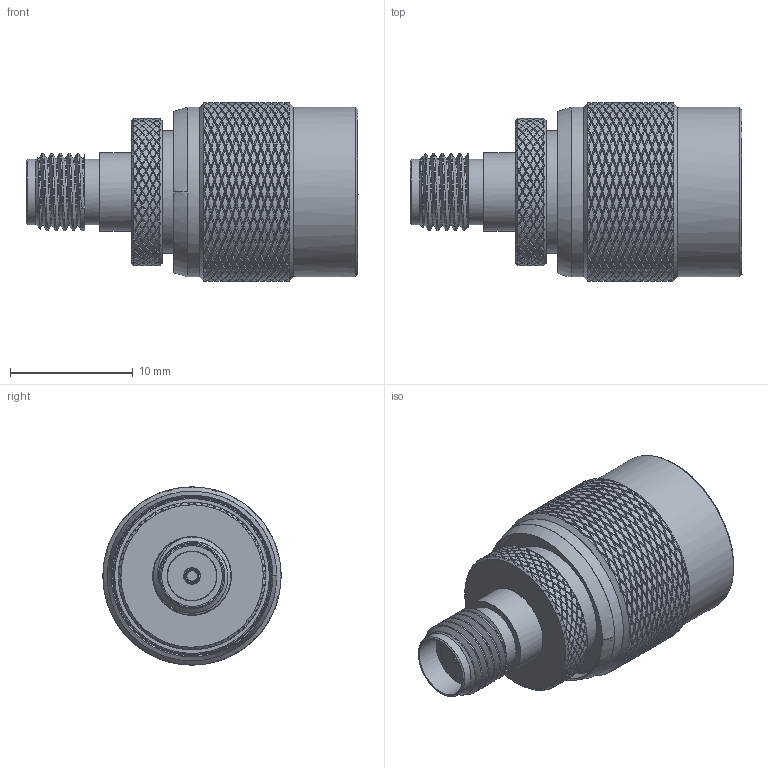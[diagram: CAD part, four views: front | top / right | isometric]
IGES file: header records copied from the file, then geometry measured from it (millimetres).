
Start section: C
Global section: file name: 64403170211000.igs; native system: By Siemens PLM Incorporated; preprocessor: XPlus GENERIC/IGES 25.1.153; author: Author; organization: Title; date: 20230728.110141; units: millimetre
Bounding box: 27.03 x 14.5 x 14.5 mm (x, y, z)
Surface area: 4777.5 mm2 (no closed solid volume)
Topology: 0 solids, 0 shells, 4050 faces, 36151 edges, 36149 vertices
Faces by surface type: bspline 4050
